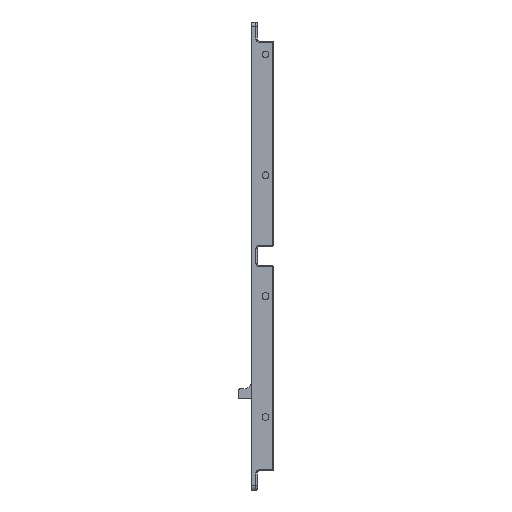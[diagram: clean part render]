
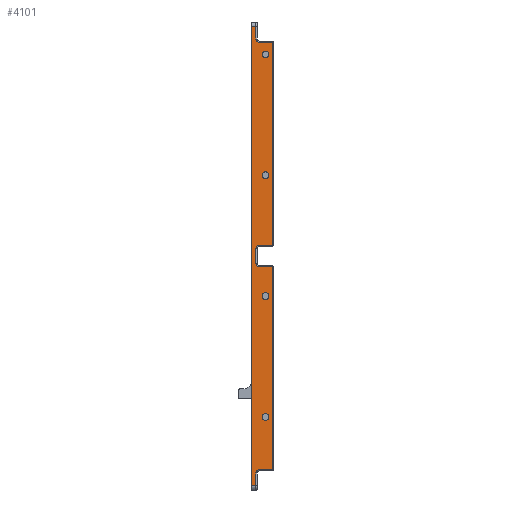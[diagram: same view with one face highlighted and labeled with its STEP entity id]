
A CAD part, left-side view. The second image highlights one B-rep face of the part: STEP entity #4101.
In plain terms, the highlighted planar face has unit normal (-1, 0, 0).
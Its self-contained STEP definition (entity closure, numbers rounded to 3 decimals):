
#30=FACE_BOUND('',#594,.T.);
#31=FACE_BOUND('',#595,.T.);
#32=FACE_BOUND('',#596,.T.);
#33=FACE_BOUND('',#597,.T.);
#132=PLANE('',#4628);
#350=FACE_OUTER_BOUND('',#593,.T.);
#593=EDGE_LOOP('',(#3533,#3534,#3535,#3536,#3537,#3538,#3539,#3540,#3541,
#3542,#3543,#3544,#3545,#3546,#3547,#3548,#3549,#3550,#3551,#3552));
#594=EDGE_LOOP('',(#3553,#3554));
#595=EDGE_LOOP('',(#3555,#3556));
#596=EDGE_LOOP('',(#3557,#3558));
#597=EDGE_LOOP('',(#3559,#3560));
#726=LINE('',#6480,#1045);
#727=LINE('',#6491,#1046);
#729=LINE('',#6511,#1048);
#731=LINE('',#6531,#1050);
#733=LINE('',#6543,#1052);
#735=LINE('',#6555,#1054);
#737=LINE('',#6575,#1056);
#739=LINE('',#6595,#1058);
#741=LINE('',#6607,#1060);
#815=LINE('',#6918,#1134);
#914=LINE('',#7290,#1233);
#915=LINE('',#7291,#1234);
#1045=VECTOR('',#5064,10.);
#1046=VECTOR('',#5077,10.);
#1048=VECTOR('',#5089,10.);
#1050=VECTOR('',#5101,10.);
#1052=VECTOR('',#5115,10.);
#1054=VECTOR('',#5129,10.);
#1056=VECTOR('',#5141,10.);
#1058=VECTOR('',#5153,10.);
#1060=VECTOR('',#5167,10.);
#1134=VECTOR('',#5471,10.);
#1233=VECTOR('',#5904,10.);
#1234=VECTOR('',#5905,10.);
#1291=CIRCLE('',#4183,1.265);
#1292=CIRCLE('',#4184,1.265);
#1296=CIRCLE('',#4190,1.265);
#1297=CIRCLE('',#4191,1.265);
#1301=CIRCLE('',#4197,1.265);
#1302=CIRCLE('',#4198,1.265);
#1306=CIRCLE('',#4204,1.265);
#1307=CIRCLE('',#4205,1.265);
#1378=CIRCLE('',#4305,1.25);
#1382=CIRCLE('',#4310,0.25);
#1386=CIRCLE('',#4315,0.25);
#1390=CIRCLE('',#4321,1.25);
#1394=CIRCLE('',#4327,1.25);
#1398=CIRCLE('',#4332,0.25);
#1402=CIRCLE('',#4337,0.25);
#1406=CIRCLE('',#4343,1.25);
#1622=VERTEX_POINT('',#6145);
#1623=VERTEX_POINT('',#6146);
#1627=VERTEX_POINT('',#6159);
#1628=VERTEX_POINT('',#6160);
#1632=VERTEX_POINT('',#6173);
#1633=VERTEX_POINT('',#6174);
#1637=VERTEX_POINT('',#6187);
#1638=VERTEX_POINT('',#6188);
#1711=VERTEX_POINT('',#6474);
#1712=VERTEX_POINT('',#6478);
#1714=VERTEX_POINT('',#6483);
#1716=VERTEX_POINT('',#6489);
#1718=VERTEX_POINT('',#6503);
#1720=VERTEX_POINT('',#6509);
#1722=VERTEX_POINT('',#6523);
#1724=VERTEX_POINT('',#6529);
#1726=VERTEX_POINT('',#6535);
#1728=VERTEX_POINT('',#6541);
#1730=VERTEX_POINT('',#6547);
#1732=VERTEX_POINT('',#6553);
#1734=VERTEX_POINT('',#6567);
#1736=VERTEX_POINT('',#6573);
#1738=VERTEX_POINT('',#6587);
#1740=VERTEX_POINT('',#6593);
#1742=VERTEX_POINT('',#6599);
#1744=VERTEX_POINT('',#6605);
#1829=VERTEX_POINT('',#6915);
#1830=VERTEX_POINT('',#6917);
#2003=EDGE_CURVE('',#1622,#1623,#1291,.T.);
#2004=EDGE_CURVE('',#1623,#1622,#1292,.T.);
#2010=EDGE_CURVE('',#1627,#1628,#1296,.T.);
#2011=EDGE_CURVE('',#1628,#1627,#1297,.T.);
#2017=EDGE_CURVE('',#1632,#1633,#1301,.T.);
#2018=EDGE_CURVE('',#1633,#1632,#1302,.T.);
#2024=EDGE_CURVE('',#1637,#1638,#1306,.T.);
#2025=EDGE_CURVE('',#1638,#1637,#1307,.T.);
#2141=EDGE_CURVE('',#1712,#1711,#726,.T.);
#2143=EDGE_CURVE('',#1714,#1712,#1378,.T.);
#2146=EDGE_CURVE('',#1716,#1714,#727,.T.);
#2149=EDGE_CURVE('',#1718,#1716,#1382,.T.);
#2152=EDGE_CURVE('',#1720,#1718,#729,.T.);
#2155=EDGE_CURVE('',#1722,#1720,#1386,.T.);
#2158=EDGE_CURVE('',#1724,#1722,#731,.T.);
#2161=EDGE_CURVE('',#1726,#1724,#1390,.T.);
#2164=EDGE_CURVE('',#1728,#1726,#733,.T.);
#2167=EDGE_CURVE('',#1730,#1728,#1394,.T.);
#2170=EDGE_CURVE('',#1732,#1730,#735,.T.);
#2173=EDGE_CURVE('',#1734,#1732,#1398,.T.);
#2176=EDGE_CURVE('',#1736,#1734,#737,.T.);
#2179=EDGE_CURVE('',#1738,#1736,#1402,.T.);
#2182=EDGE_CURVE('',#1740,#1738,#739,.T.);
#2185=EDGE_CURVE('',#1742,#1740,#1406,.T.);
#2188=EDGE_CURVE('',#1744,#1742,#741,.T.);
#2329=EDGE_CURVE('',#1829,#1830,#815,.T.);
#2520=EDGE_CURVE('',#1830,#1744,#914,.T.);
#2521=EDGE_CURVE('',#1711,#1829,#915,.T.);
#3533=ORIENTED_EDGE('',*,*,#2188,.F.);
#3534=ORIENTED_EDGE('',*,*,#2520,.F.);
#3535=ORIENTED_EDGE('',*,*,#2329,.F.);
#3536=ORIENTED_EDGE('',*,*,#2521,.F.);
#3537=ORIENTED_EDGE('',*,*,#2141,.F.);
#3538=ORIENTED_EDGE('',*,*,#2143,.F.);
#3539=ORIENTED_EDGE('',*,*,#2146,.F.);
#3540=ORIENTED_EDGE('',*,*,#2149,.F.);
#3541=ORIENTED_EDGE('',*,*,#2152,.F.);
#3542=ORIENTED_EDGE('',*,*,#2155,.F.);
#3543=ORIENTED_EDGE('',*,*,#2158,.F.);
#3544=ORIENTED_EDGE('',*,*,#2161,.F.);
#3545=ORIENTED_EDGE('',*,*,#2164,.F.);
#3546=ORIENTED_EDGE('',*,*,#2167,.F.);
#3547=ORIENTED_EDGE('',*,*,#2170,.F.);
#3548=ORIENTED_EDGE('',*,*,#2173,.F.);
#3549=ORIENTED_EDGE('',*,*,#2176,.F.);
#3550=ORIENTED_EDGE('',*,*,#2179,.F.);
#3551=ORIENTED_EDGE('',*,*,#2182,.F.);
#3552=ORIENTED_EDGE('',*,*,#2185,.F.);
#3553=ORIENTED_EDGE('',*,*,#2003,.T.);
#3554=ORIENTED_EDGE('',*,*,#2004,.T.);
#3555=ORIENTED_EDGE('',*,*,#2010,.T.);
#3556=ORIENTED_EDGE('',*,*,#2011,.T.);
#3557=ORIENTED_EDGE('',*,*,#2017,.T.);
#3558=ORIENTED_EDGE('',*,*,#2018,.T.);
#3559=ORIENTED_EDGE('',*,*,#2024,.T.);
#3560=ORIENTED_EDGE('',*,*,#2025,.T.);
#4101=ADVANCED_FACE('',(#350,#30,#31,#32,#33),#132,.T.);
#4183=AXIS2_PLACEMENT_3D('',#6147,#4772,#4773);
#4184=AXIS2_PLACEMENT_3D('',#6148,#4774,#4775);
#4190=AXIS2_PLACEMENT_3D('',#6161,#4788,#4789);
#4191=AXIS2_PLACEMENT_3D('',#6162,#4790,#4791);
#4197=AXIS2_PLACEMENT_3D('',#6175,#4804,#4805);
#4198=AXIS2_PLACEMENT_3D('',#6176,#4806,#4807);
#4204=AXIS2_PLACEMENT_3D('',#6189,#4820,#4821);
#4205=AXIS2_PLACEMENT_3D('',#6190,#4822,#4823);
#4305=AXIS2_PLACEMENT_3D('',#6485,#5069,#5070);
#4310=AXIS2_PLACEMENT_3D('',#6505,#5081,#5082);
#4315=AXIS2_PLACEMENT_3D('',#6525,#5093,#5094);
#4321=AXIS2_PLACEMENT_3D('',#6537,#5107,#5108);
#4327=AXIS2_PLACEMENT_3D('',#6549,#5121,#5122);
#4332=AXIS2_PLACEMENT_3D('',#6569,#5133,#5134);
#4337=AXIS2_PLACEMENT_3D('',#6589,#5145,#5146);
#4343=AXIS2_PLACEMENT_3D('',#6601,#5159,#5160);
#4628=AXIS2_PLACEMENT_3D('',#7289,#5902,#5903);
#4772=DIRECTION('center_axis',(1.,0.,0.));
#4773=DIRECTION('ref_axis',(0.,1.,0.));
#4774=DIRECTION('center_axis',(1.,0.,0.));
#4775=DIRECTION('ref_axis',(0.,1.,0.));
#4788=DIRECTION('center_axis',(1.,0.,0.));
#4789=DIRECTION('ref_axis',(0.,1.,0.));
#4790=DIRECTION('center_axis',(1.,0.,0.));
#4791=DIRECTION('ref_axis',(0.,1.,0.));
#4804=DIRECTION('center_axis',(1.,0.,0.));
#4805=DIRECTION('ref_axis',(0.,1.,0.));
#4806=DIRECTION('center_axis',(1.,0.,0.));
#4807=DIRECTION('ref_axis',(0.,1.,0.));
#4820=DIRECTION('center_axis',(1.,0.,0.));
#4821=DIRECTION('ref_axis',(0.,1.,0.));
#4822=DIRECTION('center_axis',(1.,0.,0.));
#4823=DIRECTION('ref_axis',(0.,1.,0.));
#5064=DIRECTION('',(0.,0.,-1.));
#5069=DIRECTION('center_axis',(-1.,0.,0.));
#5070=DIRECTION('ref_axis',(0.,0.707,0.707));
#5077=DIRECTION('',(0.,1.,0.));
#5081=DIRECTION('center_axis',(1.,0.,0.));
#5082=DIRECTION('ref_axis',(0.,-0.707,-0.707));
#5089=DIRECTION('',(0.,0.,-1.));
#5093=DIRECTION('center_axis',(1.,0.,0.));
#5094=DIRECTION('ref_axis',(0.,-0.707,0.707));
#5101=DIRECTION('',(0.,-1.,0.));
#5107=DIRECTION('center_axis',(-1.,0.,0.));
#5108=DIRECTION('ref_axis',(0.,0.707,-0.707));
#5115=DIRECTION('',(0.,0.,-1.));
#5121=DIRECTION('center_axis',(-1.,0.,0.));
#5122=DIRECTION('ref_axis',(0.,0.707,0.707));
#5129=DIRECTION('',(0.,1.,0.));
#5133=DIRECTION('center_axis',(1.,0.,0.));
#5134=DIRECTION('ref_axis',(0.,-0.707,-0.707));
#5141=DIRECTION('',(0.,0.,-1.));
#5145=DIRECTION('center_axis',(1.,0.,0.));
#5146=DIRECTION('ref_axis',(0.,-0.707,0.707));
#5153=DIRECTION('',(0.,-1.,0.));
#5159=DIRECTION('center_axis',(-1.,0.,0.));
#5160=DIRECTION('ref_axis',(0.,0.707,-0.707));
#5167=DIRECTION('',(0.,0.,-1.));
#5471=DIRECTION('',(0.,0.,1.));
#5902=DIRECTION('center_axis',(-1.,0.,0.));
#5903=DIRECTION('ref_axis',(0.,0.,1.));
#5904=DIRECTION('',(0.,-1.,0.));
#5905=DIRECTION('',(0.,1.,0.));
#6145=CARTESIAN_POINT('',(0.,-1.736,71.675));
#6146=CARTESIAN_POINT('',(0.,-4.265,71.675));
#6147=CARTESIAN_POINT('Origin',(0.,-3.,71.675));
#6148=CARTESIAN_POINT('Origin',(0.,-3.,71.675));
#6159=CARTESIAN_POINT('',(0.,-1.736,161.025));
#6160=CARTESIAN_POINT('',(0.,-4.265,161.025));
#6161=CARTESIAN_POINT('Origin',(0.,-3.,161.025));
#6162=CARTESIAN_POINT('Origin',(0.,-3.,161.025));
#6173=CARTESIAN_POINT('',(0.,-1.736,116.35));
#6174=CARTESIAN_POINT('',(0.,-4.265,116.35));
#6175=CARTESIAN_POINT('Origin',(0.,-3.,116.35));
#6176=CARTESIAN_POINT('Origin',(0.,-3.,116.35));
#6187=CARTESIAN_POINT('',(0.,-1.736,27.));
#6188=CARTESIAN_POINT('',(0.,-4.265,27.));
#6189=CARTESIAN_POINT('Origin',(0.,-3.,27.));
#6190=CARTESIAN_POINT('Origin',(0.,-3.,27.));
#6474=CARTESIAN_POINT('',(0.,0.5,1.5));
#6478=CARTESIAN_POINT('',(0.,0.5,6.3));
#6480=CARTESIAN_POINT('',(0.,0.5,43.256));
#6483=CARTESIAN_POINT('',(0.,-0.75,7.55));
#6485=CARTESIAN_POINT('Origin',(0.,-0.75,6.3));
#6489=CARTESIAN_POINT('',(0.,-5.25,7.55));
#6491=CARTESIAN_POINT('',(0.,-2.,7.55));
#6503=CARTESIAN_POINT('',(0.,-5.5,7.8));
#6505=CARTESIAN_POINT('Origin',(0.,-5.25,7.8));
#6509=CARTESIAN_POINT('',(0.,-5.5,82.238));
#6511=CARTESIAN_POINT('',(0.,-5.5,22.509));
#6523=CARTESIAN_POINT('',(0.,-5.25,82.488));
#6525=CARTESIAN_POINT('Origin',(0.,-5.25,82.238));
#6529=CARTESIAN_POINT('',(0.,-0.75,82.488));
#6531=CARTESIAN_POINT('',(0.,-2.,82.488));
#6535=CARTESIAN_POINT('',(0.,0.5,83.738));
#6537=CARTESIAN_POINT('Origin',(0.,-0.75,83.738));
#6541=CARTESIAN_POINT('',(0.,0.5,89.288));
#6543=CARTESIAN_POINT('',(0.,0.5,43.256));
#6547=CARTESIAN_POINT('',(0.,-0.75,90.538));
#6549=CARTESIAN_POINT('Origin',(0.,-0.75,89.288));
#6553=CARTESIAN_POINT('',(0.,-5.25,90.538));
#6555=CARTESIAN_POINT('',(0.,-2.,90.538));
#6567=CARTESIAN_POINT('',(0.,-5.5,90.788));
#6569=CARTESIAN_POINT('Origin',(0.,-5.25,90.788));
#6573=CARTESIAN_POINT('',(0.,-5.5,165.225));
#6575=CARTESIAN_POINT('',(0.,-5.5,64.003));
#6587=CARTESIAN_POINT('',(0.,-5.25,165.475));
#6589=CARTESIAN_POINT('Origin',(0.,-5.25,165.225));
#6593=CARTESIAN_POINT('',(0.,-0.75,165.475));
#6595=CARTESIAN_POINT('',(0.,-2.,165.475));
#6599=CARTESIAN_POINT('',(0.,0.5,166.725));
#6601=CARTESIAN_POINT('Origin',(0.,-0.75,166.725));
#6605=CARTESIAN_POINT('',(0.,0.5,171.525));
#6607=CARTESIAN_POINT('',(0.,0.5,43.256));
#6915=CARTESIAN_POINT('',(0.,2.,1.5));
#6917=CARTESIAN_POINT('',(0.,2.,171.525));
#6918=CARTESIAN_POINT('',(0.,2.,173.025));
#7289=CARTESIAN_POINT('Origin',(0.,0.,0.));
#7290=CARTESIAN_POINT('',(0.,0.,171.525));
#7291=CARTESIAN_POINT('',(0.,0.,1.5));
